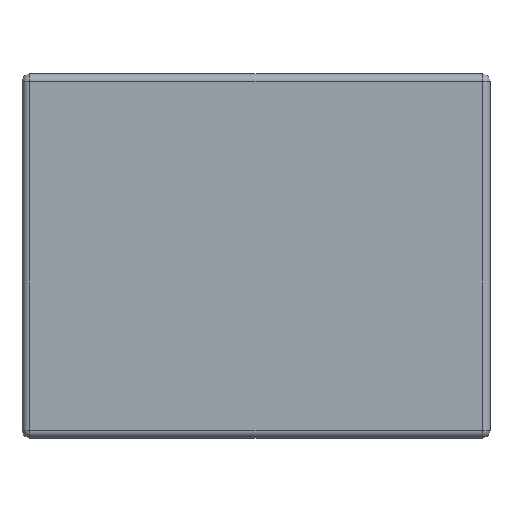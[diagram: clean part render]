
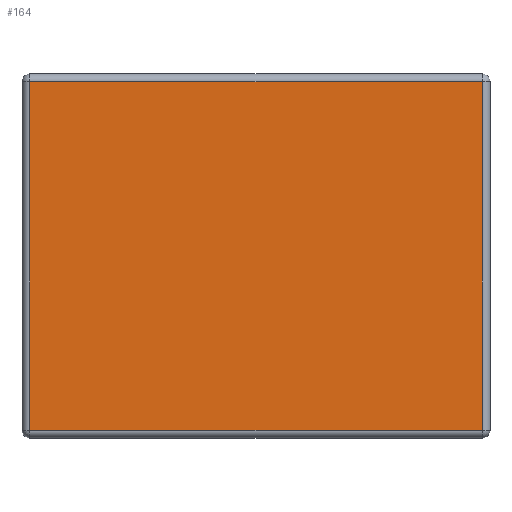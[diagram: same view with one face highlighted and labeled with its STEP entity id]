
A CAD part, top view. The second image highlights one B-rep face of the part: STEP entity #164.
In plain terms, the highlighted planar face has unit normal (0, 0, 1).
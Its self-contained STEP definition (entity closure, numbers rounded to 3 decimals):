
#164 = ADVANCED_FACE( '', ( #377 ), #378, .T. );
#377 = FACE_OUTER_BOUND( '', #650, .T. );
#378 = PLANE( '', #651 );
#650 = EDGE_LOOP( '', ( #1052, #1053, #1054, #1055 ) );
#651 = AXIS2_PLACEMENT_3D( '', #1056, #1057, #1058 );
#1052 = ORIENTED_EDGE( '', *, *, #1615, .T. );
#1053 = ORIENTED_EDGE( '', *, *, #1558, .T. );
#1054 = ORIENTED_EDGE( '', *, *, #1673, .T. );
#1055 = ORIENTED_EDGE( '', *, *, #1674, .T. );
#1056 = CARTESIAN_POINT( '', ( 0., 0., 27. ) );
#1057 = DIRECTION( '', ( 0., 0., 1. ) );
#1058 = DIRECTION( '', ( 1., 0., 0. ) );
#1558 = EDGE_CURVE( '', #1839, #1837, #1840, .T. );
#1615 = EDGE_CURVE( '', #1933, #1839, #1939, .T. );
#1673 = EDGE_CURVE( '', #1837, #2027, #2028, .T. );
#1674 = EDGE_CURVE( '', #2027, #1933, #2029, .T. );
#1837 = VERTEX_POINT( '', #2240 );
#1839 = VERTEX_POINT( '', #2242 );
#1840 = LINE( '', #2243, #2244 );
#1933 = VERTEX_POINT( '', #2374 );
#1939 = LINE( '', #2381, #2382 );
#2027 = VERTEX_POINT( '', #2508 );
#2028 = LINE( '', #2509, #2510 );
#2029 = LINE( '', #2511, #2512 );
#2240 = CARTESIAN_POINT( '', ( -43.5, 33.5, 27. ) );
#2242 = CARTESIAN_POINT( '', ( 43.5, 33.5, 27. ) );
#2243 = CARTESIAN_POINT( '', ( -45., 33.5, 27. ) );
#2244 = VECTOR( '', #2794, 1000. );
#2374 = CARTESIAN_POINT( '', ( 43.5, -33.5, 27. ) );
#2381 = CARTESIAN_POINT( '', ( 43.5, 35., 27. ) );
#2382 = VECTOR( '', #2854, 1000. );
#2508 = CARTESIAN_POINT( '', ( -43.5, -33.5, 27. ) );
#2509 = CARTESIAN_POINT( '', ( -43.5, -35., 27. ) );
#2510 = VECTOR( '', #2902, 1000. );
#2511 = CARTESIAN_POINT( '', ( 45., -33.5, 27. ) );
#2512 = VECTOR( '', #2903, 1000. );
#2794 = DIRECTION( '', ( -1., 0., 0. ) );
#2854 = DIRECTION( '', ( 0., 1., 0. ) );
#2902 = DIRECTION( '', ( 0., -1., 0. ) );
#2903 = DIRECTION( '', ( 1., 0., 0. ) );
